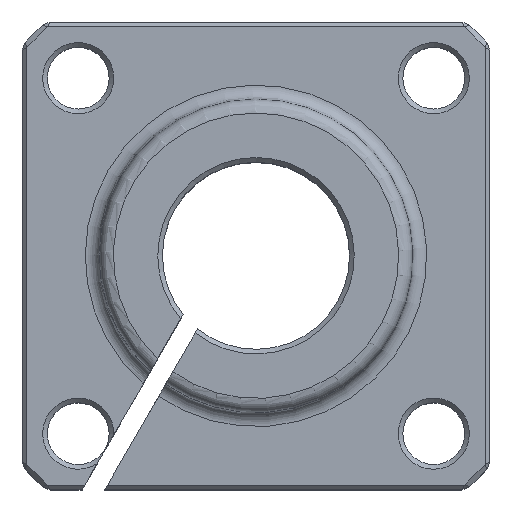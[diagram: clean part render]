
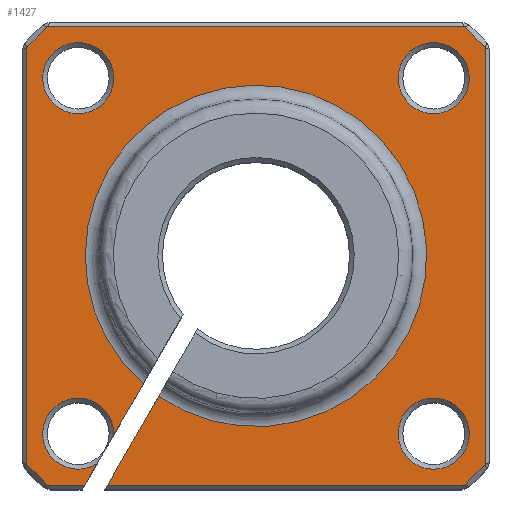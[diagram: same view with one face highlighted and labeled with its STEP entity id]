
A CAD part, top view. The second image highlights one B-rep face of the part: STEP entity #1427.
In plain terms, the highlighted planar face has unit normal (0, 0, 1).
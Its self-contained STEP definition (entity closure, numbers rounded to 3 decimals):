
#80=FACE_BOUND('',#270,.T.);
#81=FACE_BOUND('',#271,.T.);
#82=FACE_BOUND('',#272,.T.);
#126=CIRCLE('',#1569,3.8);
#127=CIRCLE('',#1571,3.8);
#128=CIRCLE('',#1572,18.25);
#129=CIRCLE('',#1573,3.8);
#130=CIRCLE('',#1574,3.8);
#131=CIRCLE('',#1575,3.8);
#169=FACE_OUTER_BOUND('',#269,.T.);
#269=EDGE_LOOP('',(#1077,#1078,#1079,#1080,#1081,#1082,#1083,#1084,#1085,
#1086,#1087,#1088,#1089,#1090,#1091));
#270=EDGE_LOOP('',(#1092));
#271=EDGE_LOOP('',(#1093));
#272=EDGE_LOOP('',(#1094));
#377=LINE('',#2188,#499);
#378=LINE('',#2194,#500);
#389=LINE('',#2244,#511);
#398=LINE('',#2430,#520);
#399=LINE('',#2432,#521);
#400=LINE('',#2434,#522);
#401=LINE('',#2436,#523);
#402=LINE('',#2438,#524);
#403=LINE('',#2440,#525);
#404=LINE('',#2442,#526);
#405=LINE('',#2444,#527);
#406=LINE('',#2445,#528);
#499=VECTOR('',#1757,10.);
#500=VECTOR('',#1758,10.);
#511=VECTOR('',#1803,10.);
#520=VECTOR('',#1830,10.);
#521=VECTOR('',#1831,10.);
#522=VECTOR('',#1832,10.);
#523=VECTOR('',#1833,10.);
#524=VECTOR('',#1834,10.);
#525=VECTOR('',#1835,10.);
#526=VECTOR('',#1836,10.);
#527=VECTOR('',#1837,10.);
#528=VECTOR('',#1838,10.);
#629=VERTEX_POINT('',#2176);
#630=VERTEX_POINT('',#2187);
#631=VERTEX_POINT('',#2189);
#632=VERTEX_POINT('',#2193);
#647=VERTEX_POINT('',#2241);
#648=VERTEX_POINT('',#2243);
#660=VERTEX_POINT('',#2422);
#661=VERTEX_POINT('',#2426);
#662=VERTEX_POINT('',#2429);
#663=VERTEX_POINT('',#2431);
#664=VERTEX_POINT('',#2433);
#665=VERTEX_POINT('',#2435);
#666=VERTEX_POINT('',#2437);
#667=VERTEX_POINT('',#2439);
#668=VERTEX_POINT('',#2441);
#669=VERTEX_POINT('',#2443);
#670=VERTEX_POINT('',#2447);
#671=VERTEX_POINT('',#2449);
#766=EDGE_CURVE('',#630,#629,#377,.T.);
#768=EDGE_CURVE('',#632,#631,#378,.T.);
#791=EDGE_CURVE('',#648,#647,#389,.T.);
#807=EDGE_CURVE('',#660,#660,#126,.T.);
#809=EDGE_CURVE('',#630,#661,#127,.T.);
#810=EDGE_CURVE('',#648,#629,#128,.T.);
#811=EDGE_CURVE('',#662,#647,#398,.T.);
#812=EDGE_CURVE('',#663,#662,#399,.T.);
#813=EDGE_CURVE('',#664,#663,#400,.T.);
#814=EDGE_CURVE('',#665,#664,#401,.T.);
#815=EDGE_CURVE('',#666,#665,#402,.T.);
#816=EDGE_CURVE('',#667,#666,#403,.T.);
#817=EDGE_CURVE('',#668,#667,#404,.T.);
#818=EDGE_CURVE('',#669,#668,#405,.T.);
#819=EDGE_CURVE('',#632,#669,#406,.T.);
#820=EDGE_CURVE('',#661,#631,#129,.T.);
#821=EDGE_CURVE('',#670,#670,#130,.T.);
#822=EDGE_CURVE('',#671,#671,#131,.T.);
#1077=ORIENTED_EDGE('',*,*,#809,.F.);
#1078=ORIENTED_EDGE('',*,*,#766,.T.);
#1079=ORIENTED_EDGE('',*,*,#810,.F.);
#1080=ORIENTED_EDGE('',*,*,#791,.T.);
#1081=ORIENTED_EDGE('',*,*,#811,.F.);
#1082=ORIENTED_EDGE('',*,*,#812,.F.);
#1083=ORIENTED_EDGE('',*,*,#813,.F.);
#1084=ORIENTED_EDGE('',*,*,#814,.F.);
#1085=ORIENTED_EDGE('',*,*,#815,.F.);
#1086=ORIENTED_EDGE('',*,*,#816,.F.);
#1087=ORIENTED_EDGE('',*,*,#817,.F.);
#1088=ORIENTED_EDGE('',*,*,#818,.F.);
#1089=ORIENTED_EDGE('',*,*,#819,.F.);
#1090=ORIENTED_EDGE('',*,*,#768,.T.);
#1091=ORIENTED_EDGE('',*,*,#820,.F.);
#1092=ORIENTED_EDGE('',*,*,#821,.F.);
#1093=ORIENTED_EDGE('',*,*,#822,.F.);
#1094=ORIENTED_EDGE('',*,*,#807,.F.);
#1345=PLANE('',#1570);
#1427=ADVANCED_FACE('',(#169,#80,#81,#82),#1345,.T.);
#1569=AXIS2_PLACEMENT_3D('',#2423,#1821,#1822);
#1570=AXIS2_PLACEMENT_3D('',#2425,#1824,#1825);
#1571=AXIS2_PLACEMENT_3D('',#2427,#1826,#1827);
#1572=AXIS2_PLACEMENT_3D('',#2428,#1828,#1829);
#1573=AXIS2_PLACEMENT_3D('',#2446,#1839,#1840);
#1574=AXIS2_PLACEMENT_3D('',#2448,#1841,#1842);
#1575=AXIS2_PLACEMENT_3D('',#2450,#1843,#1844);
#1757=DIRECTION('',(0.5,0.866,0.));
#1758=DIRECTION('',(0.5,0.866,0.));
#1803=DIRECTION('',(-0.5,-0.866,0.));
#1821=DIRECTION('center_axis',(0.,0.,1.));
#1822=DIRECTION('ref_axis',(-1.,0.,0.));
#1824=DIRECTION('center_axis',(0.,0.,1.));
#1825=DIRECTION('ref_axis',(1.,0.,0.));
#1826=DIRECTION('center_axis',(0.,0.,1.));
#1827=DIRECTION('ref_axis',(-1.,0.,0.));
#1828=DIRECTION('center_axis',(0.,0.,1.));
#1829=DIRECTION('ref_axis',(0.626,0.78,0.));
#1830=DIRECTION('',(-1.,0.,0.));
#1831=DIRECTION('',(-0.707,-0.707,0.));
#1832=DIRECTION('',(0.,-1.,0.));
#1833=DIRECTION('',(0.707,-0.707,0.));
#1834=DIRECTION('',(1.,0.,0.));
#1835=DIRECTION('',(0.707,0.707,0.));
#1836=DIRECTION('',(0.,1.,0.));
#1837=DIRECTION('',(-0.707,0.707,0.));
#1838=DIRECTION('',(-1.,0.,0.));
#1839=DIRECTION('center_axis',(0.,0.,1.));
#1840=DIRECTION('ref_axis',(-1.,0.,0.));
#1841=DIRECTION('center_axis',(0.,0.,1.));
#1842=DIRECTION('ref_axis',(-1.,0.,0.));
#1843=DIRECTION('center_axis',(0.,0.,1.));
#1844=DIRECTION('ref_axis',(-1.,0.,0.));
#2176=CARTESIAN_POINT('',(-12.064,-13.694,14.));
#2187=CARTESIAN_POINT('',(-15.202,-19.131,14.));
#2188=CARTESIAN_POINT('',(-5.45,-2.24,14.));
#2189=CARTESIAN_POINT('',(-16.988,-22.224,14.));
#2193=CARTESIAN_POINT('',(-18.302,-24.5,14.));
#2194=CARTESIAN_POINT('',(-5.45,-2.24,14.));
#2241=CARTESIAN_POINT('',(-15.877,-24.5,14.));
#2243=CARTESIAN_POINT('',(-10.393,-15.001,14.));
#2244=CARTESIAN_POINT('',(-8.733,-12.125,14.));
#2422=CARTESIAN_POINT('',(22.8,19.,14.));
#2423=CARTESIAN_POINT('Origin',(19.,19.,14.));
#2425=CARTESIAN_POINT('Origin',(0.,0.,
14.));
#2426=CARTESIAN_POINT('',(-15.2,-19.,14.));
#2427=CARTESIAN_POINT('Origin',(-19.,-19.,14.));
#2428=CARTESIAN_POINT('Origin',(0.,0.,14.));
#2429=CARTESIAN_POINT('',(22.293,-24.5,14.));
#2430=CARTESIAN_POINT('',(12.5,-24.5,14.));
#2431=CARTESIAN_POINT('',(24.5,-22.293,14.));
#2432=CARTESIAN_POINT('',(23.396,-23.396,14.));
#2433=CARTESIAN_POINT('',(24.5,22.293,14.));
#2434=CARTESIAN_POINT('',(24.5,12.5,14.));
#2435=CARTESIAN_POINT('',(22.293,24.5,14.));
#2436=CARTESIAN_POINT('',(23.396,23.396,14.));
#2437=CARTESIAN_POINT('',(-22.293,24.5,14.));
#2438=CARTESIAN_POINT('',(-12.5,24.5,14.));
#2439=CARTESIAN_POINT('',(-24.5,22.293,14.));
#2440=CARTESIAN_POINT('',(-23.396,23.396,14.));
#2441=CARTESIAN_POINT('',(-24.5,-22.293,14.));
#2442=CARTESIAN_POINT('',(-24.5,-12.5,14.));
#2443=CARTESIAN_POINT('',(-22.293,-24.5,14.));
#2444=CARTESIAN_POINT('',(-23.396,-23.396,14.));
#2445=CARTESIAN_POINT('',(12.5,-24.5,14.));
#2446=CARTESIAN_POINT('Origin',(-19.,-19.,14.));
#2447=CARTESIAN_POINT('',(-15.2,19.,14.));
#2448=CARTESIAN_POINT('Origin',(-19.,19.,14.));
#2449=CARTESIAN_POINT('',(22.8,-19.,14.));
#2450=CARTESIAN_POINT('Origin',(19.,-19.,14.));
